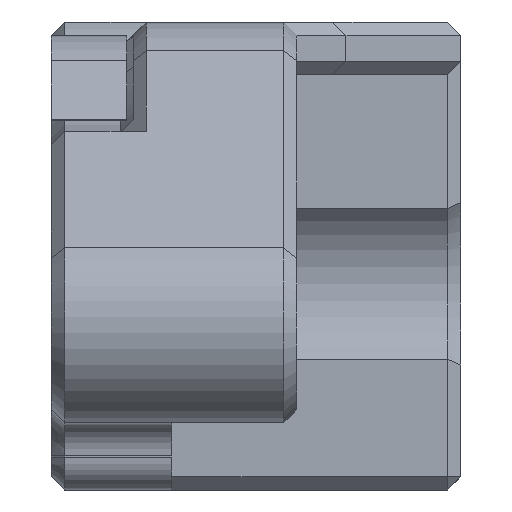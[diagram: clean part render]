
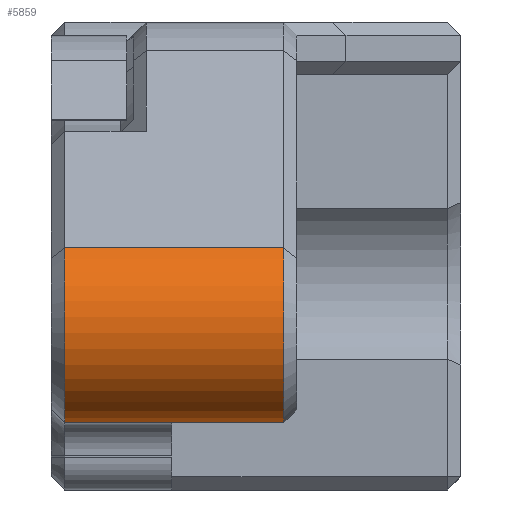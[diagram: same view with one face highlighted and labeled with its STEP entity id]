
A CAD part, left-side view. The second image highlights one B-rep face of the part: STEP entity #5859.
In plain terms, the highlighted cylindrical face has radius 3 mm (diameter 6 mm), a partial arc.
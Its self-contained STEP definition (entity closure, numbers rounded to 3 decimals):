
#56=CYLINDRICAL_SURFACE('',#6144,3.);
#119=CIRCLE('',#6060,3.);
#139=CIRCLE('',#6145,3.);
#815=FACE_OUTER_BOUND('',#1170,.T.);
#1170=EDGE_LOOP('',(#5098,#5099,#5100,#5101));
#1659=LINE('',#10730,#2192);
#1686=LINE('',#10869,#2219);
#2192=VECTOR('',#7023,6.7);
#2219=VECTOR('',#7094,6.7);
#2694=VERTEX_POINT('',#10483);
#2695=VERTEX_POINT('',#10487);
#2767=VERTEX_POINT('',#10728);
#2787=VERTEX_POINT('',#10868);
#3428=EDGE_CURVE('',#2694,#2695,#119,.T.);
#3545=EDGE_CURVE('',#2767,#2694,#1659,.T.);
#3581=EDGE_CURVE('',#2787,#2695,#1686,.T.);
#3585=EDGE_CURVE('',#2787,#2767,#139,.T.);
#5098=ORIENTED_EDGE('',*,*,#3428,.F.);
#5099=ORIENTED_EDGE('',*,*,#3545,.F.);
#5100=ORIENTED_EDGE('',*,*,#3585,.F.);
#5101=ORIENTED_EDGE('',*,*,#3581,.T.);
#5859=ADVANCED_FACE('',(#815),#56,.T.);
#6060=AXIS2_PLACEMENT_3D('',#10489,#6804,#6805);
#6144=AXIS2_PLACEMENT_3D('',#10875,#7098,#7099);
#6145=AXIS2_PLACEMENT_3D('',#10876,#7100,#7101);
#6804=DIRECTION('center_axis',(0.,1.,0.));
#6805=DIRECTION('ref_axis',(-0.944,0.,-0.33));
#7023=DIRECTION('',(0.,1.,0.));
#7094=DIRECTION('',(0.,1.,0.));
#7098=DIRECTION('center_axis',(0.,1.,0.));
#7099=DIRECTION('ref_axis',(-0.944,0.,-0.33));
#7100=DIRECTION('center_axis',(0.,-1.,0.));
#7101=DIRECTION('ref_axis',(-1.,0.,0.));
#10483=CARTESIAN_POINT('',(243.2,-131.221,41.7));
#10487=CARTESIAN_POINT('',(241.331,-131.221,47.047));
#10489=CARTESIAN_POINT('Origin',(243.2,-131.221,44.7));
#10728=CARTESIAN_POINT('',(243.2,-137.921,41.7));
#10730=CARTESIAN_POINT('',(243.2,-137.921,41.7));
#10868=CARTESIAN_POINT('',(241.331,-137.921,47.047));
#10869=CARTESIAN_POINT('',(241.331,-137.921,47.047));
#10875=CARTESIAN_POINT('Origin',(243.2,-133.321,44.7));
#10876=CARTESIAN_POINT('Origin',(243.2,-137.921,44.7));
